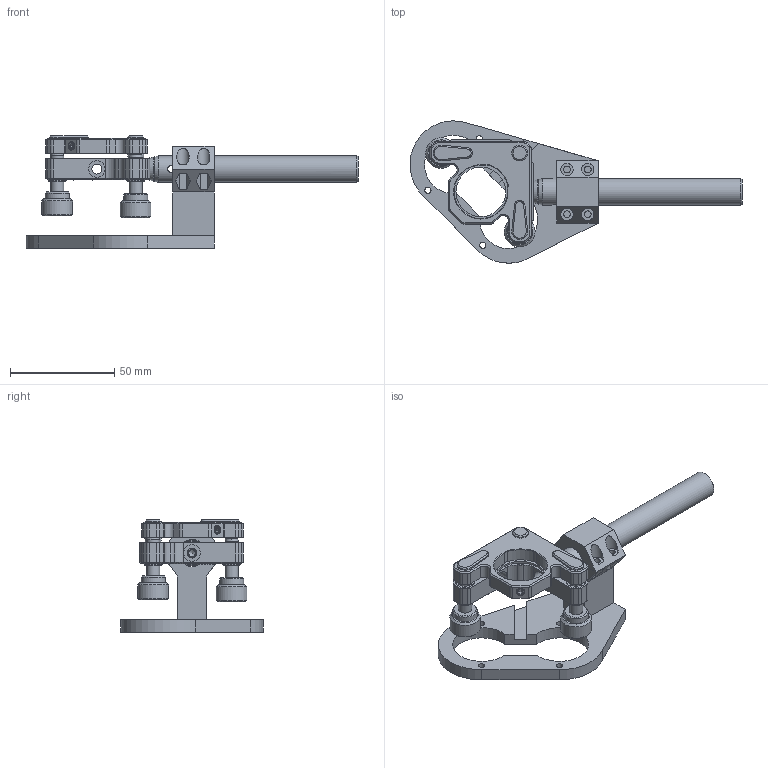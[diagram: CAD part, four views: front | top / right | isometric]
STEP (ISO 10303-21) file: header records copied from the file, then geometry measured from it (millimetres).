
FILE_DESCRIPTION(('HOOPS Exchange Step'),'2;1');
FILE_NAME('temp_export','2023-07-25T10:18:13+02:00',('mobile'),('Shapr3D Limited'),'HOOPS Exchange 2022.2','Shapr3D','Authorized');
FILE_SCHEMA( ('AUTOMOTIVE_DESIGN { 1 0 10303 214 1 1 1 1 }') );
Length unit declared in the file: millimetre
Products named in the file (6): KnobAdapter; Motor ; Bracket; TR100_M-Solidworks.sldprt; KM100-Solidworks 2.sldprt; root
Assembly tree (5 placements, depth 2):
  root
    KnobAdapter
    Motor 
    Bracket
    TR100_M-Solidworks.sldprt
    KM100-Solidworks 2.sldprt
Bounding box: 159.54 x 68.37 x 53.99 mm (x, y, z)
Volume: 61417.5 mm3; surface area: 33113.8 mm2
Topology: 20 solids, 20 shells, 733 faces, 1847 edges, 1209 vertices
Faces by surface type: plane 388, cylinder 164, cone 101, extrusion 74, sphere 3, bspline 2, torus 1
Full cylindrical faces by diameter (mm): 1.587 x2, 2.032 x2, 2.381 x1, 2.705 x2, 3 x4, 3.175 x3, 3.2 x8, 3.3 x1, 3.505 x2, 3.81 x2, 4.166 x2, 4.763 x3, 4.775 x2, 5 x1, 5.08 x2, 5.105 x2, 6.337 x1, 6.35 x7, 6.477 x1, 7.112 x2, 7.62 x1, 7.938 x3, 8.509 x4, 8.636 x2, 8.712 x2, 9.144 x2, 9.271 x2, 11.684 x2, 12.675 x1, 14.732 x2
Entity records: 26692 total; most frequent: CARTESIAN_POINT 8695, ORIENTED_EDGE 3658, DIRECTION 3556, EDGE_CURVE 1829, VERTEX_POINT 1209, VECTOR 1206, AXIS2_PLACEMENT_3D 1175, LINE 1132
